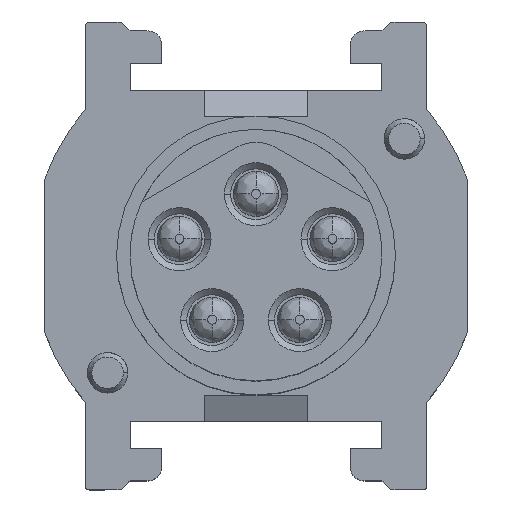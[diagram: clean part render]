
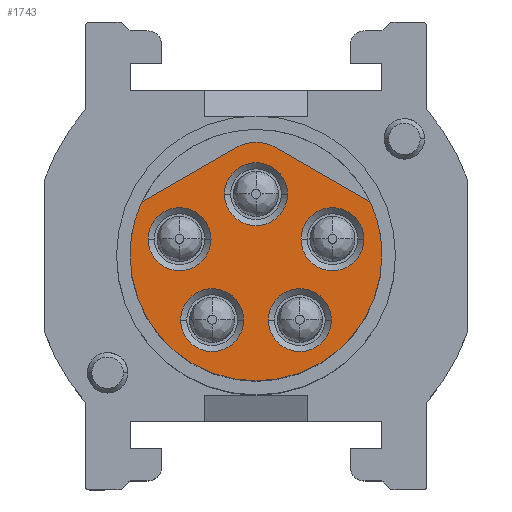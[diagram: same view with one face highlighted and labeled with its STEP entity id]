
A CAD part, top view. The second image highlights one B-rep face of the part: STEP entity #1743.
In plain terms, the highlighted planar face has unit normal (0, 0, 1).
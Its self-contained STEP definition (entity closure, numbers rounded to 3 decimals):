
#1595=AXIS2_PLACEMENT_3D('Plane Axis2P3D',#1592,#1593,#1594) ;
#1628=AXIS2_PLACEMENT_3D('Circle Axis2P3D',#1626,#1627,$) ;
#1635=AXIS2_PLACEMENT_3D('Circle Axis2P3D',#1633,#1634,$) ;
#1642=AXIS2_PLACEMENT_3D('Circle Axis2P3D',#1640,#1641,$) ;
#1655=AXIS2_PLACEMENT_3D('Circle Axis2P3D',#1653,#1654,$) ;
#1664=AXIS2_PLACEMENT_3D('Circle Axis2P3D',#1662,#1663,$) ;
#1673=AXIS2_PLACEMENT_3D('Circle Axis2P3D',#1671,#1672,$) ;
#1682=AXIS2_PLACEMENT_3D('Circle Axis2P3D',#1680,#1681,$) ;
#1691=AXIS2_PLACEMENT_3D('Circle Axis2P3D',#1689,#1690,$) ;
#1700=AXIS2_PLACEMENT_3D('Circle Axis2P3D',#1698,#1699,$) ;
#1709=AXIS2_PLACEMENT_3D('Circle Axis2P3D',#1707,#1708,$) ;
#1718=AXIS2_PLACEMENT_3D('Circle Axis2P3D',#1716,#1717,$) ;
#1727=AXIS2_PLACEMENT_3D('Circle Axis2P3D',#1725,#1726,$) ;
#1736=AXIS2_PLACEMENT_3D('Circle Axis2P3D',#1734,#1735,$) ;
#1592=CARTESIAN_POINT('Axis2P3D Location',(4.7,5.2,19.1)) ;
#1597=CARTESIAN_POINT('Line Origine',(6.197,6.975,19.1)) ;
#1601=CARTESIAN_POINT('Vertex',(7.243,6.371,19.1)) ;
#1603=CARTESIAN_POINT('Vertex',(5.15,7.579,19.1)) ;
#1607=CARTESIAN_POINT('Control Point',(5.15,7.579,19.1)) ;
#1608=CARTESIAN_POINT('Control Point',(5.052,7.636,19.1)) ;
#1609=CARTESIAN_POINT('Control Point',(4.945,7.677,19.1)) ;
#1610=CARTESIAN_POINT('Control Point',(4.833,7.701,19.1)) ;
#1611=CARTESIAN_POINT('Control Point',(4.642,7.711,19.1)) ;
#1612=CARTESIAN_POINT('Control Point',(4.457,7.671,19.1)) ;
#1613=CARTESIAN_POINT('Control Point',(4.385,7.648,19.1)) ;
#1614=CARTESIAN_POINT('Control Point',(4.315,7.617,19.1)) ;
#1615=CARTESIAN_POINT('Control Point',(4.25,7.579,19.1)) ;
#1616=CARTESIAN_POINT('Vertex',(4.25,7.579,19.1)) ;
#1619=CARTESIAN_POINT('Line Origine',(3.203,6.975,19.1)) ;
#1623=CARTESIAN_POINT('Vertex',(2.157,6.371,19.1)) ;
#1626=CARTESIAN_POINT('Axis2P3D Location',(4.7,5.2,19.1)) ;
#1630=CARTESIAN_POINT('Vertex',(1.9,5.2,19.1)) ;
#1633=CARTESIAN_POINT('Axis2P3D Location',(4.7,5.2,19.1)) ;
#1637=CARTESIAN_POINT('Vertex',(7.5,5.2,19.1)) ;
#1640=CARTESIAN_POINT('Axis2P3D Location',(4.7,5.2,19.1)) ;
#1653=CARTESIAN_POINT('Axis2P3D Location',(4.7,6.55,19.1)) ;
#1657=CARTESIAN_POINT('Vertex',(4.,6.55,19.1)) ;
#1659=CARTESIAN_POINT('Vertex',(5.4,6.55,19.1)) ;
#1662=CARTESIAN_POINT('Axis2P3D Location',(4.7,6.55,19.1)) ;
#1671=CARTESIAN_POINT('Axis2P3D Location',(3.,5.55,19.1)) ;
#1675=CARTESIAN_POINT('Vertex',(2.3,5.55,19.1)) ;
#1677=CARTESIAN_POINT('Vertex',(3.7,5.55,19.1)) ;
#1680=CARTESIAN_POINT('Axis2P3D Location',(3.,5.55,19.1)) ;
#1689=CARTESIAN_POINT('Axis2P3D Location',(3.725,3.75,19.1)) ;
#1693=CARTESIAN_POINT('Vertex',(3.025,3.75,19.1)) ;
#1695=CARTESIAN_POINT('Vertex',(4.425,3.75,19.1)) ;
#1698=CARTESIAN_POINT('Axis2P3D Location',(3.725,3.75,19.1)) ;
#1707=CARTESIAN_POINT('Axis2P3D Location',(5.675,3.75,19.1)) ;
#1711=CARTESIAN_POINT('Vertex',(4.975,3.75,19.1)) ;
#1713=CARTESIAN_POINT('Vertex',(6.375,3.75,19.1)) ;
#1716=CARTESIAN_POINT('Axis2P3D Location',(5.675,3.75,19.1)) ;
#1725=CARTESIAN_POINT('Axis2P3D Location',(6.4,5.55,19.1)) ;
#1729=CARTESIAN_POINT('Vertex',(5.7,5.55,19.1)) ;
#1731=CARTESIAN_POINT('Vertex',(7.1,5.55,19.1)) ;
#1734=CARTESIAN_POINT('Axis2P3D Location',(6.4,5.55,19.1)) ;
#1593=DIRECTION('Axis2P3D Direction',(0.,0.,-1.)) ;
#1594=DIRECTION('Axis2P3D XDirection',(1.,0.,0.)) ;
#1598=DIRECTION('Vector Direction',(-0.866,0.5,0.)) ;
#1620=DIRECTION('Vector Direction',(-0.866,-0.5,0.)) ;
#1627=DIRECTION('Axis2P3D Direction',(0.,0.,-1.)) ;
#1634=DIRECTION('Axis2P3D Direction',(0.,0.,-1.)) ;
#1641=DIRECTION('Axis2P3D Direction',(0.,0.,-1.)) ;
#1654=DIRECTION('Axis2P3D Direction',(0.,0.,-1.)) ;
#1663=DIRECTION('Axis2P3D Direction',(0.,0.,-1.)) ;
#1672=DIRECTION('Axis2P3D Direction',(0.,0.,-1.)) ;
#1681=DIRECTION('Axis2P3D Direction',(0.,0.,-1.)) ;
#1690=DIRECTION('Axis2P3D Direction',(0.,0.,-1.)) ;
#1699=DIRECTION('Axis2P3D Direction',(0.,0.,-1.)) ;
#1708=DIRECTION('Axis2P3D Direction',(0.,0.,-1.)) ;
#1717=DIRECTION('Axis2P3D Direction',(0.,0.,-1.)) ;
#1726=DIRECTION('Axis2P3D Direction',(0.,0.,-1.)) ;
#1735=DIRECTION('Axis2P3D Direction',(0.,0.,-1.)) ;
#1599=VECTOR('Line Direction',#1598,1.) ;
#1621=VECTOR('Line Direction',#1620,1.) ;
#1646=ORIENTED_EDGE('',*,*,#1605,.T.) ;
#1647=ORIENTED_EDGE('',*,*,#1618,.T.) ;
#1648=ORIENTED_EDGE('',*,*,#1625,.T.) ;
#1649=ORIENTED_EDGE('',*,*,#1632,.F.) ;
#1650=ORIENTED_EDGE('',*,*,#1639,.F.) ;
#1651=ORIENTED_EDGE('',*,*,#1644,.F.) ;
#1668=ORIENTED_EDGE('',*,*,#1661,.T.) ;
#1669=ORIENTED_EDGE('',*,*,#1666,.T.) ;
#1686=ORIENTED_EDGE('',*,*,#1679,.T.) ;
#1687=ORIENTED_EDGE('',*,*,#1684,.T.) ;
#1704=ORIENTED_EDGE('',*,*,#1697,.T.) ;
#1705=ORIENTED_EDGE('',*,*,#1702,.T.) ;
#1722=ORIENTED_EDGE('',*,*,#1715,.T.) ;
#1723=ORIENTED_EDGE('',*,*,#1720,.T.) ;
#1740=ORIENTED_EDGE('',*,*,#1733,.T.) ;
#1741=ORIENTED_EDGE('',*,*,#1738,.T.) ;
#1670=FACE_BOUND('',#1667,.T.) ;
#1688=FACE_BOUND('',#1685,.T.) ;
#1706=FACE_BOUND('',#1703,.T.) ;
#1724=FACE_BOUND('',#1721,.T.) ;
#1742=FACE_BOUND('',#1739,.T.) ;
#1743=ADVANCED_FACE('V1',(#1652,#1670,#1688,#1706,#1724,#1742),#1596,.F.) ;
#1606=B_SPLINE_CURVE_WITH_KNOTS('',5,(#1607,#1608,#1609,#1610,#1611,#1612,#1613,#1614,#1615),.UNSPECIFIED.,.F.,.U.,(6,3,6),(0.,0.8,1.333),.UNSPECIFIED.) ;
#1629=CIRCLE('generated circle',#1628,2.8) ;
#1636=CIRCLE('generated circle',#1635,2.8) ;
#1643=CIRCLE('generated circle',#1642,2.8) ;
#1656=CIRCLE('generated circle',#1655,0.7) ;
#1665=CIRCLE('generated circle',#1664,0.7) ;
#1674=CIRCLE('generated circle',#1673,0.7) ;
#1683=CIRCLE('generated circle',#1682,0.7) ;
#1692=CIRCLE('generated circle',#1691,0.7) ;
#1701=CIRCLE('generated circle',#1700,0.7) ;
#1710=CIRCLE('generated circle',#1709,0.7) ;
#1719=CIRCLE('generated circle',#1718,0.7) ;
#1728=CIRCLE('generated circle',#1727,0.7) ;
#1737=CIRCLE('generated circle',#1736,0.7) ;
#1605=EDGE_CURVE('',#1602,#1604,#1600,.T.) ;
#1618=EDGE_CURVE('',#1604,#1617,#1606,.T.) ;
#1625=EDGE_CURVE('',#1617,#1624,#1622,.T.) ;
#1632=EDGE_CURVE('',#1631,#1624,#1629,.T.) ;
#1639=EDGE_CURVE('',#1638,#1631,#1636,.T.) ;
#1644=EDGE_CURVE('',#1602,#1638,#1643,.T.) ;
#1661=EDGE_CURVE('',#1658,#1660,#1656,.T.) ;
#1666=EDGE_CURVE('',#1660,#1658,#1665,.T.) ;
#1679=EDGE_CURVE('',#1676,#1678,#1674,.T.) ;
#1684=EDGE_CURVE('',#1678,#1676,#1683,.T.) ;
#1697=EDGE_CURVE('',#1694,#1696,#1692,.T.) ;
#1702=EDGE_CURVE('',#1696,#1694,#1701,.T.) ;
#1715=EDGE_CURVE('',#1712,#1714,#1710,.T.) ;
#1720=EDGE_CURVE('',#1714,#1712,#1719,.T.) ;
#1733=EDGE_CURVE('',#1730,#1732,#1728,.T.) ;
#1738=EDGE_CURVE('',#1732,#1730,#1737,.T.) ;
#1645=EDGE_LOOP('',(#1646,#1647,#1648,#1649,#1650,#1651)) ;
#1667=EDGE_LOOP('',(#1668,#1669)) ;
#1685=EDGE_LOOP('',(#1686,#1687)) ;
#1703=EDGE_LOOP('',(#1704,#1705)) ;
#1721=EDGE_LOOP('',(#1722,#1723)) ;
#1739=EDGE_LOOP('',(#1740,#1741)) ;
#1652=FACE_OUTER_BOUND('',#1645,.T.) ;
#1600=LINE('Line',#1597,#1599) ;
#1622=LINE('Line',#1619,#1621) ;
#1596=PLANE('',#1595) ;
#1602=VERTEX_POINT('',#1601) ;
#1604=VERTEX_POINT('',#1603) ;
#1617=VERTEX_POINT('',#1616) ;
#1624=VERTEX_POINT('',#1623) ;
#1631=VERTEX_POINT('',#1630) ;
#1638=VERTEX_POINT('',#1637) ;
#1658=VERTEX_POINT('',#1657) ;
#1660=VERTEX_POINT('',#1659) ;
#1676=VERTEX_POINT('',#1675) ;
#1678=VERTEX_POINT('',#1677) ;
#1694=VERTEX_POINT('',#1693) ;
#1696=VERTEX_POINT('',#1695) ;
#1712=VERTEX_POINT('',#1711) ;
#1714=VERTEX_POINT('',#1713) ;
#1730=VERTEX_POINT('',#1729) ;
#1732=VERTEX_POINT('',#1731) ;
